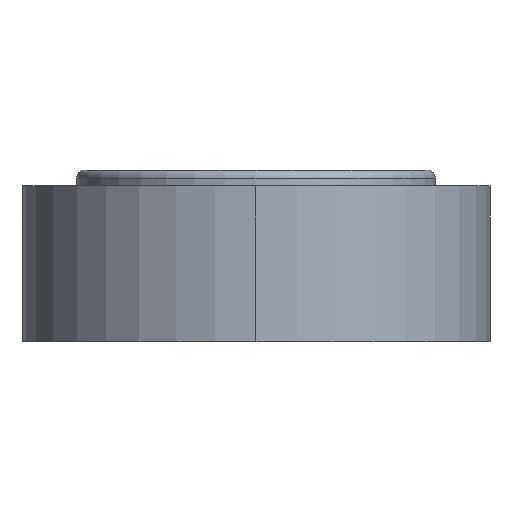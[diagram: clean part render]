
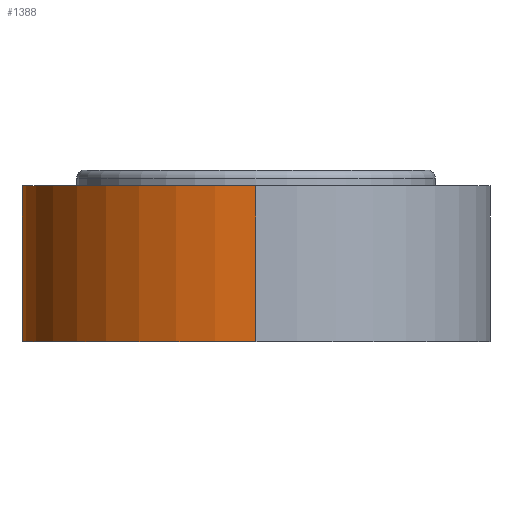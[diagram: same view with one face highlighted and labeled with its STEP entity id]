
A CAD part, front view. The second image highlights one B-rep face of the part: STEP entity #1388.
In plain terms, the highlighted cylindrical face has radius 15 mm (diameter 30 mm), a partial arc.
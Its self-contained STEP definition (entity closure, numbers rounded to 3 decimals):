
#827 = CARTESIAN_POINT ( 'NONE',  ( 0., -80., 10. ) ) ;
#888 = VECTOR ( 'NONE', #5242, 1000. ) ;
#1212 = DIRECTION ( 'NONE',  ( 0., 0., 1. ) ) ;
#1388 = ADVANCED_FACE ( 'NONE', ( #5740 ), #9916, .T. ) ;
#1434 = EDGE_CURVE ( 'NONE', #10823, #3245, #3979, .T. ) ;
#1714 = LINE ( 'NONE', #8028, #9812 ) ;
#1731 = DIRECTION ( 'NONE',  ( -1., 0., 0. ) ) ;
#3245 = VERTEX_POINT ( 'NONE', #5585 ) ;
#3655 = CIRCLE ( 'NONE', #8186, 15. ) ;
#3979 = LINE ( 'NONE', #827, #888 ) ;
#4063 = CIRCLE ( 'NONE', #7959, 15. ) ;
#4195 = DIRECTION ( 'NONE',  ( -1., 0., 0. ) ) ;
#4247 = CARTESIAN_POINT ( 'NONE',  ( 0., -65., 0. ) ) ;
#4788 = CARTESIAN_POINT ( 'NONE',  ( 0., -80., 10. ) ) ;
#4925 = EDGE_CURVE ( 'NONE', #9948, #10823, #4063, .T. ) ;
#5099 = DIRECTION ( 'NONE',  ( 0., 0., 1. ) ) ;
#5242 = DIRECTION ( 'NONE',  ( 0., 0., -1. ) ) ;
#5585 = CARTESIAN_POINT ( 'NONE',  ( 0., -80., 0. ) ) ;
#5740 = FACE_OUTER_BOUND ( 'NONE', #7922, .T. ) ;
#6050 = ORIENTED_EDGE ( 'NONE', *, *, #10098, .F. ) ;
#6843 = CARTESIAN_POINT ( 'NONE',  ( 0., -65., 10. ) ) ;
#6895 = DIRECTION ( 'NONE',  ( 0., 0., -1. ) ) ;
#6912 = ORIENTED_EDGE ( 'NONE', *, *, #4925, .F. ) ;
#7362 = EDGE_CURVE ( 'NONE', #3245, #8534, #3655, .T. ) ;
#7922 = EDGE_LOOP ( 'NONE', ( #8671, #6912, #6050, #10252 ) ) ;
#7959 = AXIS2_PLACEMENT_3D ( 'NONE', #6843, #5099, #4195 ) ;
#8028 = CARTESIAN_POINT ( 'NONE',  ( -15., -65., 10. ) ) ;
#8186 = AXIS2_PLACEMENT_3D ( 'NONE', #4247, #6895, #8559 ) ;
#8534 = VERTEX_POINT ( 'NONE', #8994 ) ;
#8559 = DIRECTION ( 'NONE',  ( -1., 0., 0. ) ) ;
#8618 = CARTESIAN_POINT ( 'NONE',  ( -15., -65., 10. ) ) ;
#8671 = ORIENTED_EDGE ( 'NONE', *, *, #1434, .F. ) ;
#8694 = CARTESIAN_POINT ( 'NONE',  ( 0., -65., 10. ) ) ;
#8994 = CARTESIAN_POINT ( 'NONE',  ( -15., -65., 0. ) ) ;
#9548 = DIRECTION ( 'NONE',  ( 0., 0., -1. ) ) ;
#9812 = VECTOR ( 'NONE', #1212, 1000. ) ;
#9916 = CYLINDRICAL_SURFACE ( 'NONE', #10606, 15. ) ;
#9948 = VERTEX_POINT ( 'NONE', #8618 ) ;
#10098 = EDGE_CURVE ( 'NONE', #8534, #9948, #1714, .T. ) ;
#10252 = ORIENTED_EDGE ( 'NONE', *, *, #7362, .F. ) ;
#10606 = AXIS2_PLACEMENT_3D ( 'NONE', #8694, #9548, #1731 ) ;
#10823 = VERTEX_POINT ( 'NONE', #4788 ) ;
